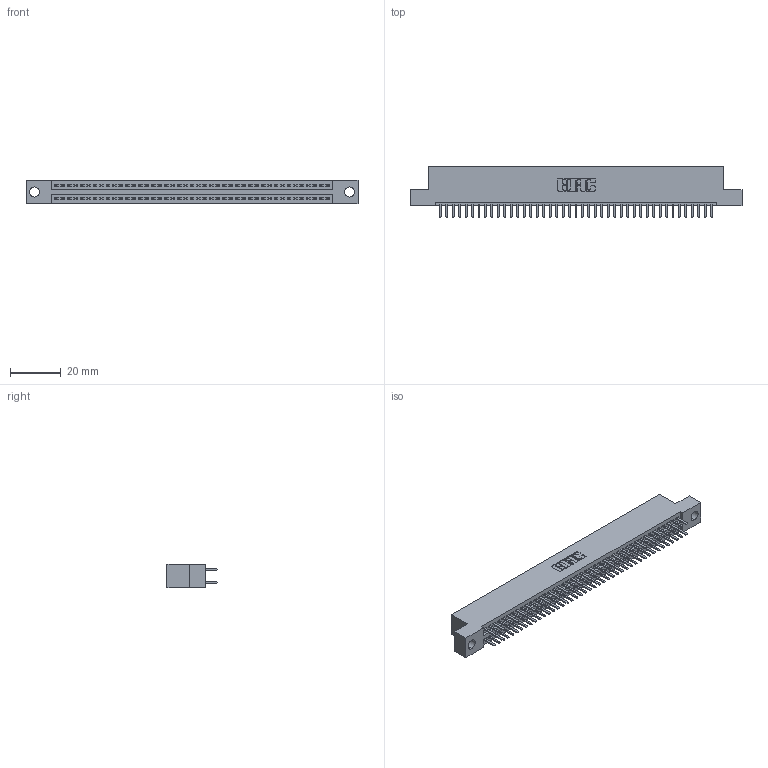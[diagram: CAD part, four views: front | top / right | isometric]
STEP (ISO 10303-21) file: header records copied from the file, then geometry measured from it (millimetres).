
FILE_DESCRIPTION (( 'STEP AP203' ), '1' );
FILE_NAME ('345-086-520-204.STEP', '2021-05-20T13:11:07', ( '' ), ( '' ), 'SwSTEP 2.0', 'SolidWorks 2020', '' );
FILE_SCHEMA (( 'CONFIG_CONTROL_DESIGN' ));
Length unit declared in the file: inch
Products named in the file (3): 345 Part_Flush Mounting Lugs - 0.156 Dia-TI; 345-086-520-204; 345-292-001_345-293-120
Assembly tree (87 placements, depth 2):
  345-086-520-204
    345 Part_Flush Mounting Lugs - 0.156 Dia-TI
    345-292-001_345-293-120  x86
Bounding box: 130.43 x 19.68 x 9.4 mm (x, y, z)
Volume: 12535.5 mm3; surface area: 18320.2 mm2
Topology: 87 solids, 87 shells, 4784 faces, 13879 edges, 9022 vertices
Faces by surface type: plane 3104, cylinder 1680
Entity records: 34137 total; most frequent: CARTESIAN_POINT 5738, ORIENTED_EDGE 5658, DIRECTION 5045, EDGE_CURVE 2829, LINE 2521, VECTOR 2521, VERTEX_POINT 1882, AXIS2_PLACEMENT_3D 1262
